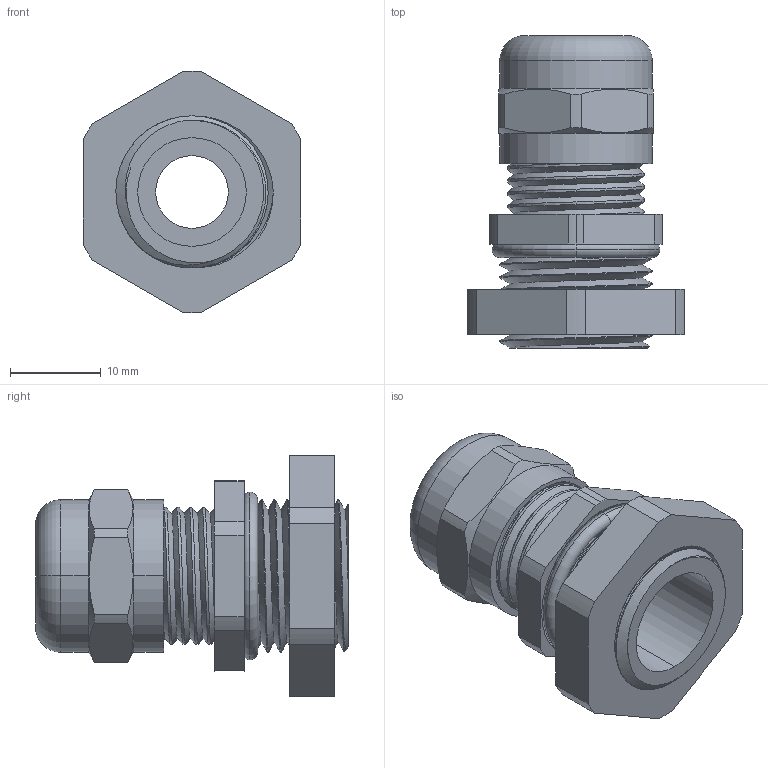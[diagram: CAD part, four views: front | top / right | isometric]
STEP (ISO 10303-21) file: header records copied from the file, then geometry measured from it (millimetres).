
FILE_DESCRIPTION (( 'STEP AP203' ), '1' );
FILE_NAME ('BNBCX-01.step', '2016-02-11T13:28:33', ( '' ), ( '' ), 'SwSTEP 2.0', 'SolidWorks 2015', '' );
FILE_SCHEMA (( 'CONFIG_CONTROL_DESIGN' ));
Length unit declared in the file: millimetre
Products named in the file (1): BNBCX-01
Bounding box: 24 x 34.47 x 26.6 mm (x, y, z)
Volume: 5669.3 mm3; surface area: 8761 mm2
Topology: 6 solids, 6 shells, 262 faces, 728 edges, 480 vertices
Faces by surface type: plane 134, cylinder 91, torus 16, bspline 12, cone 9
Entity records: 13473 total; most frequent: CARTESIAN_POINT 6930, ORIENTED_EDGE 1456, DIRECTION 1291, EDGE_CURVE 728, VERTEX_POINT 480, AXIS2_PLACEMENT_3D 475, LINE 341, VECTOR 341
